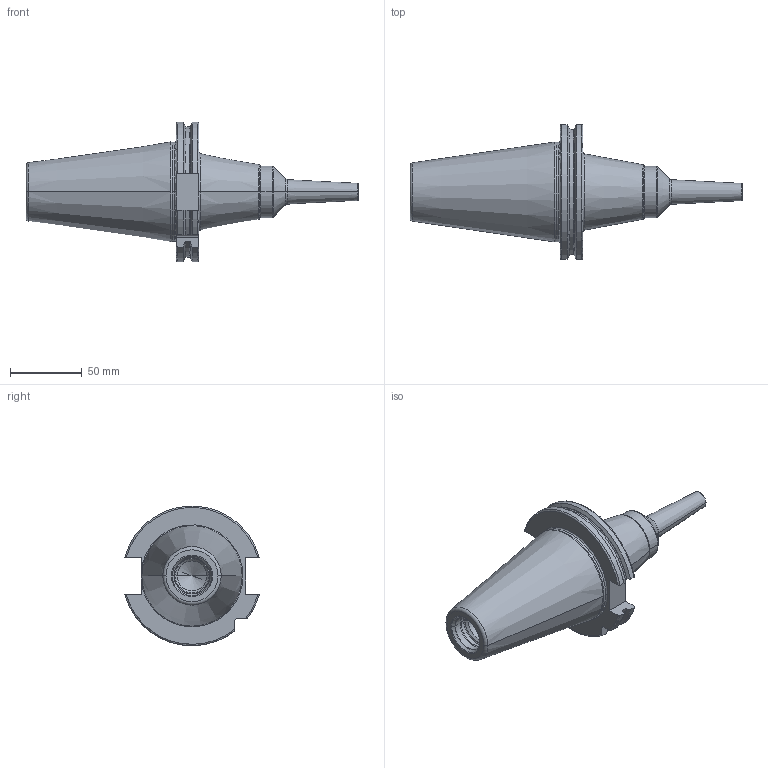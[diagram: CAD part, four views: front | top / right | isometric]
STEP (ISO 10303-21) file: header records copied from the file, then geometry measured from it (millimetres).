
FILE_DESCRIPTION((''),'2;1');
FILE_NAME('50-484-06-8','2011-09-06T',('mei'),(''),'PRO/ENGINEER BY PARAMETRIC TECHNOLOGY CORPORATION, 2010430','PRO/ENGINEER BY PARAMETRIC TECHNOLOGY CORPORATION, 2010430','');
FILE_SCHEMA(('CONFIG_CONTROL_DESIGN'));
Length unit declared in the file: millimetre
Products named in the file (1): 50-484-06-8
Bounding box: 231.6 x 94 x 97.29 mm (x, y, z)
Volume: 432239.2 mm3; surface area: 51587.8 mm2
Topology: 1 solids, 2 shells, 107 faces, 259 edges, 157 vertices
Faces by surface type: torus 36, cone 26, cylinder 24, plane 21
Entity records: 3359 total; most frequent: CARTESIAN_POINT 794, DIRECTION 567, ORIENTED_EDGE 510, EDGE_CURVE 257, AXIS2_PLACEMENT_3D 240, VERTEX_POINT 157, CIRCLE 132, EDGE_LOOP 112
